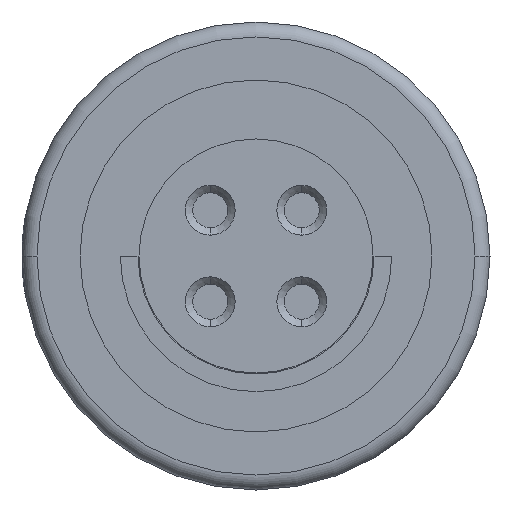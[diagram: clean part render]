
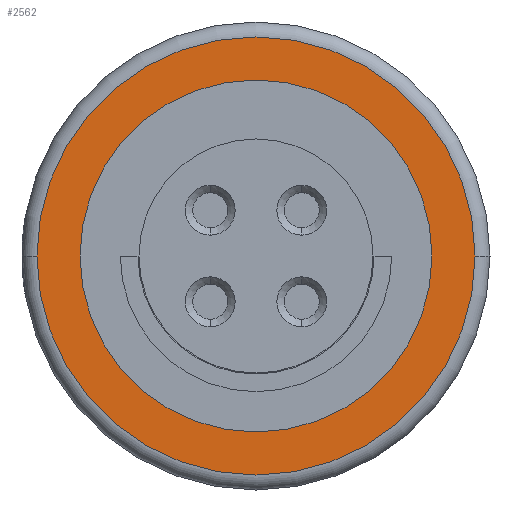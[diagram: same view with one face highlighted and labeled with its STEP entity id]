
A CAD part, left-side view. The second image highlights one B-rep face of the part: STEP entity #2562.
In plain terms, the highlighted planar face has unit normal (-1, 0, 0).
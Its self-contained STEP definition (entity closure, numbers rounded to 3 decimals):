
#127=CARTESIAN_POINT('',(-10.3,0.,0.));
#128=DIRECTION('',(-1.,0.,0.));
#129=DIRECTION('',(0.,1.,0.));
#130=AXIS2_PLACEMENT_3D('',#127,#128,#129);
#135=CARTESIAN_POINT('',(-10.3,0.,0.));
#136=DIRECTION('',(1.,0.,0.));
#137=DIRECTION('',(0.,1.,0.));
#138=AXIS2_PLACEMENT_3D('',#135,#136,#137);
#143=CARTESIAN_POINT('',(-10.3,0.,0.));
#144=DIRECTION('',(-1.,0.,0.));
#145=DIRECTION('',(0.,-1.,0.));
#146=AXIS2_PLACEMENT_3D('',#143,#144,#145);
#151=CARTESIAN_POINT('',(-10.3,0.,0.));
#152=DIRECTION('',(-1.,0.,0.));
#153=DIRECTION('',(0.,1.,0.));
#154=AXIS2_PLACEMENT_3D('',#151,#152,#153);
#2367=CARTESIAN_POINT('',(-10.3,3.535,0.));
#2369=VERTEX_POINT('',#2367);
#2375=CARTESIAN_POINT('',(-10.3,-3.535,0.));
#2377=VERTEX_POINT('',#2375);
#2403=CARTESIAN_POINT('',(-10.3,-4.4,0.));
#2404=CARTESIAN_POINT('',(-10.3,4.4,0.));
#2405=VERTEX_POINT('',#2403);
#2406=VERTEX_POINT('',#2404);
#2547=CARTESIAN_POINT('',(-10.3,0.,0.));
#2548=DIRECTION('',(1.,0.,0.));
#2549=DIRECTION('',(0.,-1.,0.));
#2550=AXIS2_PLACEMENT_3D('',#2547,#2548,#2549);
#2551=PLANE('',#2550);
#2553=ORIENTED_EDGE('',*,*,#2552,.F.);
#2555=ORIENTED_EDGE('',*,*,#2554,.F.);
#2556=EDGE_LOOP('',(#2553,#2555));
#2557=FACE_OUTER_BOUND('',#2556,.F.);
#2558=ORIENTED_EDGE('',*,*,#2540,.F.);
#2559=ORIENTED_EDGE('',*,*,#2529,.T.);
#2560=EDGE_LOOP('',(#2558,#2559));
#2561=FACE_BOUND('',#2560,.F.);
#131=CIRCLE('',#130,3.535);
#139=CIRCLE('',#138,3.535);
#147=CIRCLE('',#146,4.4);
#155=CIRCLE('',#154,4.4);
#2529=EDGE_CURVE('',#2369,#2377,#131,.T.);
#2540=EDGE_CURVE('',#2369,#2377,#139,.T.);
#2552=EDGE_CURVE('',#2405,#2406,#147,.T.);
#2554=EDGE_CURVE('',#2406,#2405,#155,.T.);
#2562=ADVANCED_FACE('',(#2557,#2561),#2551,.F.);
